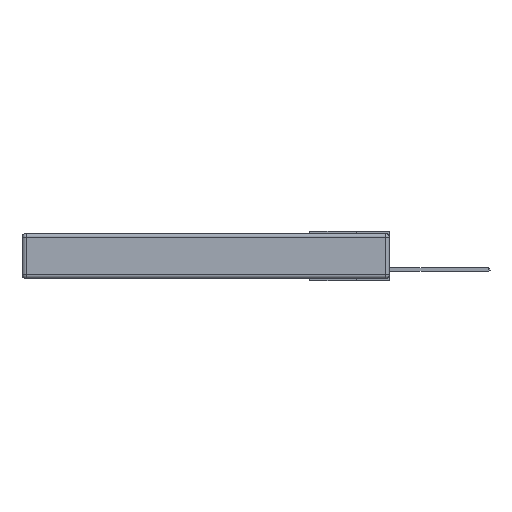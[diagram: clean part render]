
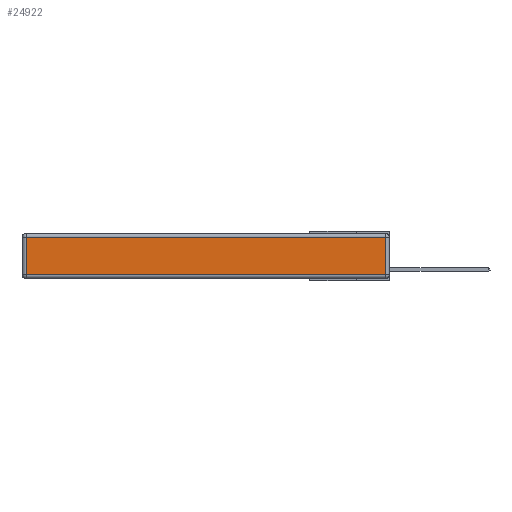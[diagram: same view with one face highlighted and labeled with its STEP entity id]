
A CAD part, left-side view. The second image highlights one B-rep face of the part: STEP entity #24922.
In plain terms, the highlighted planar face has unit normal (-1, 0, 0).
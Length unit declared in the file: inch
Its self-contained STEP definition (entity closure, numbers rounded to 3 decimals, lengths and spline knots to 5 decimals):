
#2930 = FACE_OUTER_BOUND ( 'NONE', #3919, .T. ) ;
#3919 = EDGE_LOOP ( 'NONE', ( #25246, #8936, #22177, #29860 ) ) ;
#3978 = LINE ( 'NONE', #24738, #6450 ) ;
#4715 = DIRECTION ( 'NONE',  ( 0., 1., 0. ) ) ;
#6070 = DIRECTION ( 'NONE',  ( 0., 0., 1. ) ) ;
#6450 = VECTOR ( 'NONE', #6070, 39.37008 ) ;
#7475 = CARTESIAN_POINT ( 'NONE',  ( 0., 2.75, -0.03 ) ) ;
#7598 = LINE ( 'NONE', #18925, #25646 ) ;
#7637 = CARTESIAN_POINT ( 'NONE',  ( 0., 0.03, -0.313 ) ) ;
#8530 = EDGE_CURVE ( 'NONE', #8981, #29876, #19282, .T. ) ;
#8876 = VERTEX_POINT ( 'NONE', #30646 ) ;
#8936 = ORIENTED_EDGE ( 'NONE', *, *, #12714, .T. ) ;
#8981 = VERTEX_POINT ( 'NONE', #10309 ) ;
#10309 = CARTESIAN_POINT ( 'NONE',  ( 0., 2.72, -0.03 ) ) ;
#10653 = VECTOR ( 'NONE', #15622, 39.37008 ) ;
#12148 = DIRECTION ( 'NONE',  ( 0., 0., 1. ) ) ;
#12714 = EDGE_CURVE ( 'NONE', #23394, #8876, #3978, .T. ) ;
#13206 = LINE ( 'NONE', #7475, #16887 ) ;
#15622 = DIRECTION ( 'NONE',  ( 0., 0., -1. ) ) ;
#16887 = VECTOR ( 'NONE', #4715, 39.37008 ) ;
#18556 = CARTESIAN_POINT ( 'NONE',  ( 0., 2.72, -0.313 ) ) ;
#18925 = CARTESIAN_POINT ( 'NONE',  ( 0., 0., -0.313 ) ) ;
#19282 = LINE ( 'NONE', #20769, #10653 ) ;
#20006 = EDGE_CURVE ( 'NONE', #29876, #23394, #7598, .T. ) ;
#20769 = CARTESIAN_POINT ( 'NONE',  ( 0., 2.72, -0.343 ) ) ;
#22177 = ORIENTED_EDGE ( 'NONE', *, *, #31108, .T. ) ;
#22667 = PLANE ( 'NONE',  #32824 ) ;
#23394 = VERTEX_POINT ( 'NONE', #7637 ) ;
#24738 = CARTESIAN_POINT ( 'NONE',  ( 0., 0.03, -0.343 ) ) ;
#24922 = ADVANCED_FACE ( 'NONE', ( #2930 ), #22667, .T. ) ;
#25246 = ORIENTED_EDGE ( 'NONE', *, *, #20006, .T. ) ;
#25646 = VECTOR ( 'NONE', #29384, 39.37008 ) ;
#28055 = CARTESIAN_POINT ( 'NONE',  ( 0., 0., -0.343 ) ) ;
#29384 = DIRECTION ( 'NONE',  ( 0., -1., 0. ) ) ;
#29860 = ORIENTED_EDGE ( 'NONE', *, *, #8530, .T. ) ;
#29876 = VERTEX_POINT ( 'NONE', #18556 ) ;
#30646 = CARTESIAN_POINT ( 'NONE',  ( 0., 0.03, -0.03 ) ) ;
#31108 = EDGE_CURVE ( 'NONE', #8876, #8981, #13206, .T. ) ;
#32824 = AXIS2_PLACEMENT_3D ( 'NONE', #28055, #33293, #12148 ) ;
#33293 = DIRECTION ( 'NONE',  ( -1., 0., 0. ) ) ;
